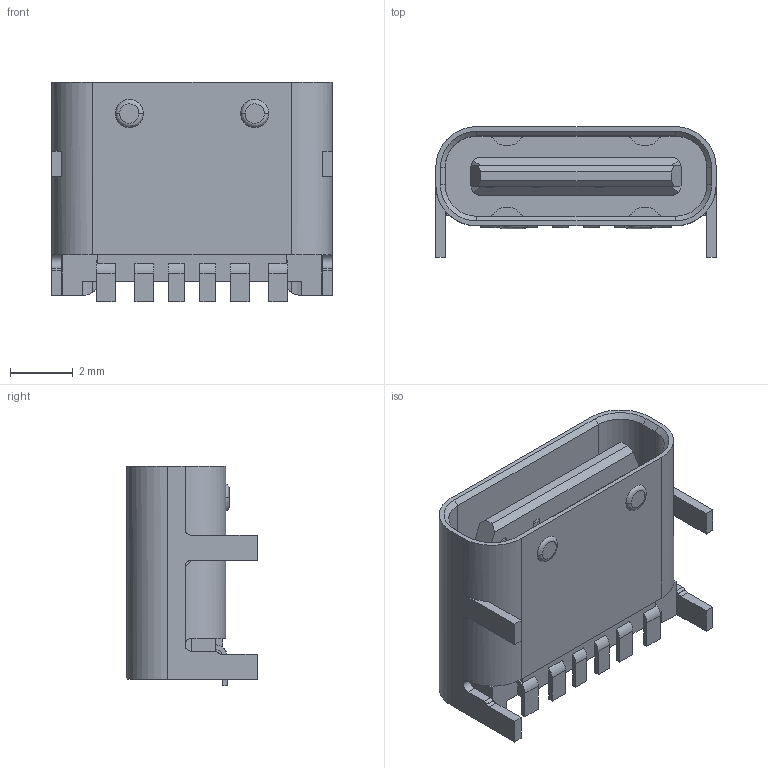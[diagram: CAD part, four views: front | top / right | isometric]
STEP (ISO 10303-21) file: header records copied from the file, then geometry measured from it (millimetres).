
FILE_DESCRIPTION (( 'STEP AP214' ), '1' );
FILE_NAME ('2479774-2.STEP', '2024-05-27T22:25:50', ( '' ), ( '' ), 'SwSTEP 2.0', 'SolidWorks 2024', '' );
FILE_SCHEMA (( 'AUTOMOTIVE_DESIGN' ));
Length unit declared in the file: millimetre
Products named in the file (1): 2479774-2
Bounding box: 8.94 x 4.16 x 7 mm (x, y, z)
Volume: 102.5 mm3; surface area: 382.8 mm2
Topology: 1 solids, 1 shells, 234 faces, 670 edges, 442 vertices
Faces by surface type: plane 162, cylinder 64, bspline 4, cone 4
Entity records: 7876 total; most frequent: CARTESIAN_POINT 1561, ORIENTED_EDGE 1340, DIRECTION 1246, EDGE_CURVE 670, VECTOR 496, LINE 496, VERTEX_POINT 442, AXIS2_PLACEMENT_3D 375
